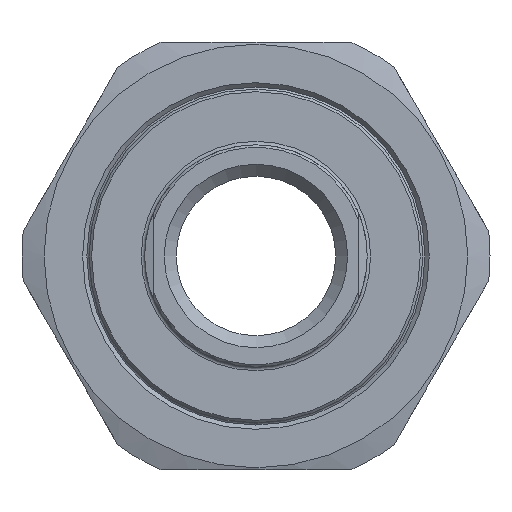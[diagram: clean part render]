
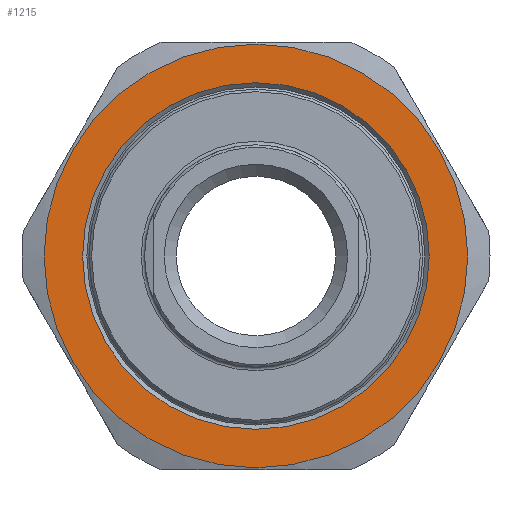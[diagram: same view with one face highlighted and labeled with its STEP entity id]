
A CAD part, left-side view. The second image highlights one B-rep face of the part: STEP entity #1215.
In plain terms, the highlighted planar face has unit normal (-1, 0, 0).
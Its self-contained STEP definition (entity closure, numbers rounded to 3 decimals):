
#54=FACE_BOUND('',#226,.T.);
#112=PLANE('',#1383);
#149=FACE_OUTER_BOUND('',#225,.T.);
#225=EDGE_LOOP('',(#898));
#226=EDGE_LOOP('',(#899));
#425=CIRCLE('',#1373,24.75);
#426=CIRCLE('',#1378,20.25);
#537=VERTEX_POINT('',#2068);
#538=VERTEX_POINT('',#2078);
#671=EDGE_CURVE('',#537,#537,#425,.T.);
#673=EDGE_CURVE('',#538,#538,#426,.T.);
#898=ORIENTED_EDGE('',*,*,#671,.T.);
#899=ORIENTED_EDGE('',*,*,#673,.F.);
#1215=ADVANCED_FACE('',(#149,#54),#112,.F.);
#1373=AXIS2_PLACEMENT_3D('',#2070,#1602,#1603);
#1378=AXIS2_PLACEMENT_3D('',#2079,#1612,#1613);
#1383=AXIS2_PLACEMENT_3D('',#2089,#1624,#1625);
#1602=DIRECTION('center_axis',(-1.,0.,0.));
#1603=DIRECTION('ref_axis',(0.,1.,0.));
#1612=DIRECTION('center_axis',(-1.,0.,0.));
#1613=DIRECTION('ref_axis',(0.,-1.,0.));
#1624=DIRECTION('center_axis',(1.,0.,0.));
#1625=DIRECTION('ref_axis',(0.,0.,-1.));
#2068=CARTESIAN_POINT('',(-18.5,-24.75,0.));
#2070=CARTESIAN_POINT('Origin',(-18.5,0.,0.));
#2078=CARTESIAN_POINT('',(-18.5,20.25,0.));
#2079=CARTESIAN_POINT('Origin',(-18.5,0.,0.));
#2089=CARTESIAN_POINT('Origin',(-18.5,0.,0.));
